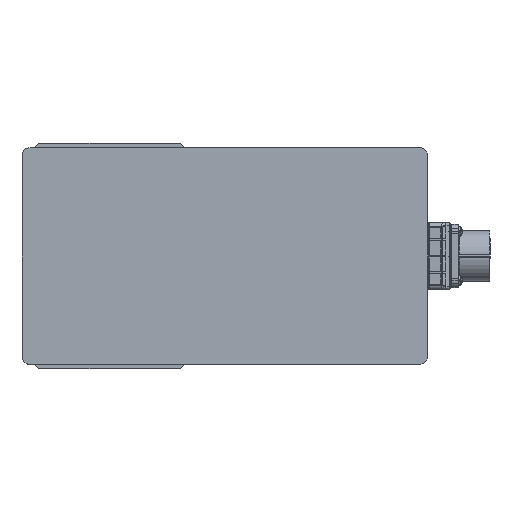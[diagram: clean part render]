
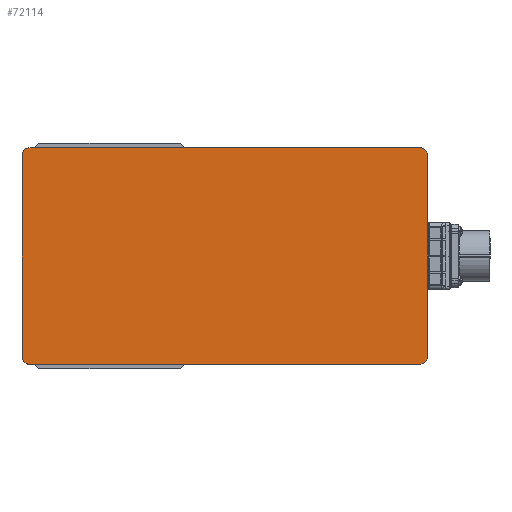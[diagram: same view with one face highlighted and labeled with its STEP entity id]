
A CAD part, front view. The second image highlights one B-rep face of the part: STEP entity #72114.
In plain terms, the highlighted face is planar.
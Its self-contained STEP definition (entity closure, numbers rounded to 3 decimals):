
#3943 = VERTEX_POINT ( 'NONE', #83936 ) ;
#5898 = VECTOR ( 'NONE', #52541, 1000. ) ;
#8546 = DIRECTION ( 'NONE',  ( 0., 0., -1. ) ) ;
#11266 = ORIENTED_EDGE ( 'NONE', *, *, #28114, .T. ) ;
#13248 = LINE ( 'NONE', #78614, #81800 ) ;
#14698 = CARTESIAN_POINT ( 'NONE',  ( 60., -52.501, -141. ) ) ;
#19201 = CIRCLE ( 'NONE', #137416, 5.001 ) ;
#19824 = DIRECTION ( 'NONE',  ( 0., 0., -1. ) ) ;
#20480 = CIRCLE ( 'NONE', #23290, 5.001 ) ;
#21953 = VERTEX_POINT ( 'NONE', #142540 ) ;
#23290 = AXIS2_PLACEMENT_3D ( 'NONE', #34593, #112961, #141334 ) ;
#26445 = CARTESIAN_POINT ( 'NONE',  ( -65.001, 185.5, -141. ) ) ;
#27679 = CARTESIAN_POINT ( 'NONE',  ( 65.001, -47.5, -141. ) ) ;
#28114 = EDGE_CURVE ( 'NONE', #158986, #154658, #13248, .T. ) ;
#28961 = CARTESIAN_POINT ( 'NONE',  ( 60., -47.5, -141. ) ) ;
#31577 = VERTEX_POINT ( 'NONE', #26445 ) ;
#32406 = VERTEX_POINT ( 'NONE', #136785 ) ;
#33623 = AXIS2_PLACEMENT_3D ( 'NONE', #28961, #65118, #108147 ) ;
#33660 = CARTESIAN_POINT ( 'NONE',  ( 60., -52.501, -141. ) ) ;
#34593 = CARTESIAN_POINT ( 'NONE',  ( -60., -47.5, -141. ) ) ;
#39165 = CIRCLE ( 'NONE', #33623, 5.001 ) ;
#40212 = AXIS2_PLACEMENT_3D ( 'NONE', #101475, #8546, #127312 ) ;
#43089 = CARTESIAN_POINT ( 'NONE',  ( 60., -47.5, -141. ) ) ;
#48382 = EDGE_CURVE ( 'NONE', #145305, #112228, #39165, .T. ) ;
#51103 = ORIENTED_EDGE ( 'NONE', *, *, #51509, .T. ) ;
#51125 = CIRCLE ( 'NONE', #40212, 5.001 ) ;
#51509 = EDGE_CURVE ( 'NONE', #32406, #3943, #20480, .T. ) ;
#52541 = DIRECTION ( 'NONE',  ( -1., 0., 0. ) ) ;
#53425 = CARTESIAN_POINT ( 'NONE',  ( -60., 190.501, -141. ) ) ;
#57250 = ORIENTED_EDGE ( 'NONE', *, *, #88067, .T. ) ;
#61810 = DIRECTION ( 'NONE',  ( 0., -1., 0. ) ) ;
#65118 = DIRECTION ( 'NONE',  ( 0., 0., -1. ) ) ;
#66472 = CARTESIAN_POINT ( 'NONE',  ( -65.001, -47.5, -141. ) ) ;
#69454 = ORIENTED_EDGE ( 'NONE', *, *, #125702, .T. ) ;
#71554 = DIRECTION ( 'NONE',  ( 0., 0., -1. ) ) ;
#72114 = ADVANCED_FACE ( 'NONE', ( #136904 ), #83497, .T. ) ;
#74931 = DIRECTION ( 'NONE',  ( -1., 0., 0. ) ) ;
#78614 = CARTESIAN_POINT ( 'NONE',  ( -60., 190.501, -141. ) ) ;
#81231 = VECTOR ( 'NONE', #61810, 1000. ) ;
#81800 = VECTOR ( 'NONE', #141533, 1000. ) ;
#83497 = PLANE ( 'NONE',  #165708 ) ;
#83936 = CARTESIAN_POINT ( 'NONE',  ( -65.001, -47.5, -141. ) ) ;
#86806 = LINE ( 'NONE', #103145, #81231 ) ;
#88067 = EDGE_CURVE ( 'NONE', #3943, #31577, #145704, .T. ) ;
#89326 = ORIENTED_EDGE ( 'NONE', *, *, #166885, .T. ) ;
#93917 = EDGE_CURVE ( 'NONE', #112228, #32406, #143842, .T. ) ;
#101475 = CARTESIAN_POINT ( 'NONE',  ( 60., 185.5, -141. ) ) ;
#103145 = CARTESIAN_POINT ( 'NONE',  ( 65.001, 185.5, -141. ) ) ;
#108147 = DIRECTION ( 'NONE',  ( -1., 0., 0. ) ) ;
#112228 = VERTEX_POINT ( 'NONE', #33660 ) ;
#112961 = DIRECTION ( 'NONE',  ( 0., 0., -1. ) ) ;
#113218 = CARTESIAN_POINT ( 'NONE',  ( 60., 190.501, -141. ) ) ;
#113522 = ORIENTED_EDGE ( 'NONE', *, *, #93917, .T. ) ;
#116465 = DIRECTION ( 'NONE',  ( 0., 1., 0. ) ) ;
#120710 = VECTOR ( 'NONE', #116465, 1000. ) ;
#125702 = EDGE_CURVE ( 'NONE', #31577, #158986, #19201, .T. ) ;
#126117 = ORIENTED_EDGE ( 'NONE', *, *, #166031, .T. ) ;
#127312 = DIRECTION ( 'NONE',  ( -1., 0., 0. ) ) ;
#132787 = ORIENTED_EDGE ( 'NONE', *, *, #48382, .T. ) ;
#135210 = DIRECTION ( 'NONE',  ( -1., 0., 0. ) ) ;
#136785 = CARTESIAN_POINT ( 'NONE',  ( -60., -52.501, -141. ) ) ;
#136904 = FACE_OUTER_BOUND ( 'NONE', #163099, .T. ) ;
#137416 = AXIS2_PLACEMENT_3D ( 'NONE', #153305, #71554, #74931 ) ;
#141334 = DIRECTION ( 'NONE',  ( -1., 0., 0. ) ) ;
#141533 = DIRECTION ( 'NONE',  ( 1., 0., 0. ) ) ;
#142540 = CARTESIAN_POINT ( 'NONE',  ( 65.001, 185.5, -141. ) ) ;
#143842 = LINE ( 'NONE', #14698, #5898 ) ;
#145305 = VERTEX_POINT ( 'NONE', #27679 ) ;
#145704 = LINE ( 'NONE', #66472, #120710 ) ;
#153305 = CARTESIAN_POINT ( 'NONE',  ( -60., 185.5, -141. ) ) ;
#154658 = VERTEX_POINT ( 'NONE', #113218 ) ;
#158986 = VERTEX_POINT ( 'NONE', #53425 ) ;
#163099 = EDGE_LOOP ( 'NONE', ( #132787, #113522, #51103, #57250, #69454, #11266, #89326, #126117 ) ) ;
#165708 = AXIS2_PLACEMENT_3D ( 'NONE', #43089, #19824, #135210 ) ;
#166031 = EDGE_CURVE ( 'NONE', #21953, #145305, #86806, .T. ) ;
#166885 = EDGE_CURVE ( 'NONE', #154658, #21953, #51125, .T. ) ;
